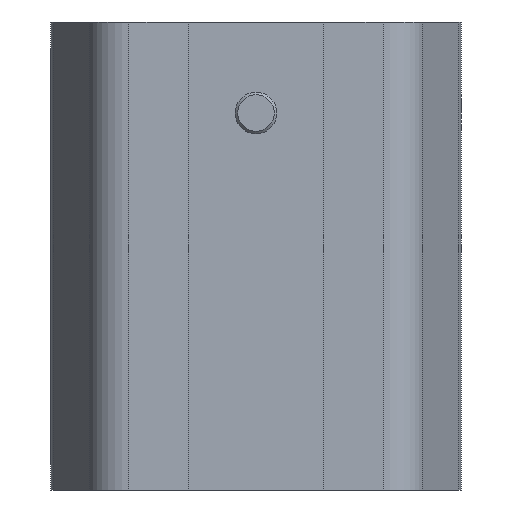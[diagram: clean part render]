
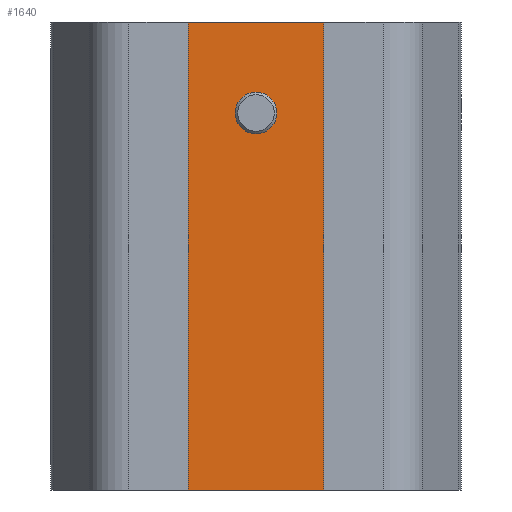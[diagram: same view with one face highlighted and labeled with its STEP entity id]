
A CAD part, front view. The second image highlights one B-rep face of the part: STEP entity #1640.
In plain terms, the highlighted planar face has unit normal (0, -1, 0).
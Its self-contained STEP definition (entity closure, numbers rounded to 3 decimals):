
#75=FACE_BOUND('',#331,.T.);
#89=CIRCLE('',#1801,3.324);
#237=FACE_OUTER_BOUND('',#330,.T.);
#330=EDGE_LOOP('',(#1238,#1239,#1240,#1241));
#331=EDGE_LOOP('',(#1242));
#432=LINE('',#2551,#575);
#465=LINE('',#2640,#608);
#466=LINE('',#2643,#609);
#467=LINE('',#2644,#610);
#575=VECTOR('',#2053,10.);
#608=VECTOR('',#2148,10.);
#609=VECTOR('',#2151,10.);
#610=VECTOR('',#2152,10.);
#700=VERTEX_POINT('',#2495);
#725=VERTEX_POINT('',#2548);
#726=VERTEX_POINT('',#2550);
#751=VERTEX_POINT('',#2638);
#752=VERTEX_POINT('',#2642);
#866=EDGE_CURVE('',#700,#700,#89,.T.);
#892=EDGE_CURVE('',#726,#725,#432,.T.);
#937=EDGE_CURVE('',#751,#725,#465,.T.);
#938=EDGE_CURVE('',#751,#752,#466,.T.);
#939=EDGE_CURVE('',#752,#726,#467,.T.);
#1238=ORIENTED_EDGE('',*,*,#938,.T.);
#1239=ORIENTED_EDGE('',*,*,#939,.T.);
#1240=ORIENTED_EDGE('',*,*,#892,.T.);
#1241=ORIENTED_EDGE('',*,*,#937,.F.);
#1242=ORIENTED_EDGE('',*,*,#866,.T.);
#1580=PLANE('',#1847);
#1640=ADVANCED_FACE('',(#237,#75),#1580,.T.);
#1801=AXIS2_PLACEMENT_3D('',#2497,#2010,#2011);
#1847=AXIS2_PLACEMENT_3D('',#2641,#2149,#2150);
#2010=DIRECTION('center_axis',(0.,1.,0.));
#2011=DIRECTION('ref_axis',(1.,0.,0.));
#2053=DIRECTION('',(1.,0.,0.));
#2148=DIRECTION('',(0.,0.,-1.));
#2149=DIRECTION('center_axis',(0.,-1.,0.));
#2150=DIRECTION('ref_axis',(0.,0.,-1.));
#2151=DIRECTION('',(-1.,0.,0.));
#2152=DIRECTION('',(0.,0.,-1.));
#2495=CARTESIAN_POINT('',(-3.324,62.,27.5));
#2497=CARTESIAN_POINT('Origin',(0.,62.,27.5));
#2548=CARTESIAN_POINT('',(31.5,62.,-45.));
#2550=CARTESIAN_POINT('',(-31.5,62.,-45.));
#2551=CARTESIAN_POINT('',(31.5,62.,-45.));
#2638=CARTESIAN_POINT('',(31.5,62.,45.));
#2640=CARTESIAN_POINT('',(31.5,62.,0.));
#2641=CARTESIAN_POINT('Origin',(31.5,62.,0.));
#2642=CARTESIAN_POINT('',(-31.5,62.,45.));
#2643=CARTESIAN_POINT('',(31.5,62.,45.));
#2644=CARTESIAN_POINT('',(-31.5,62.,0.));
